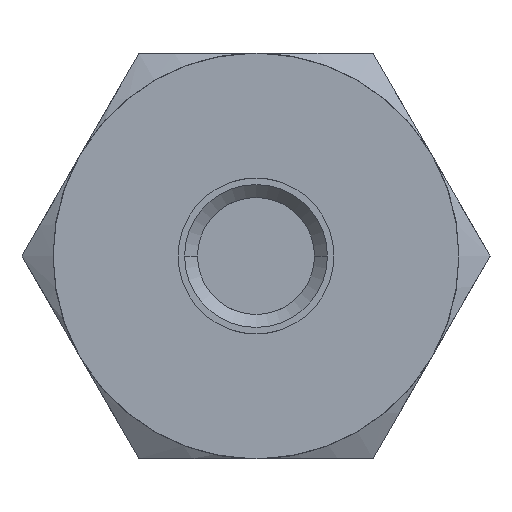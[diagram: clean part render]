
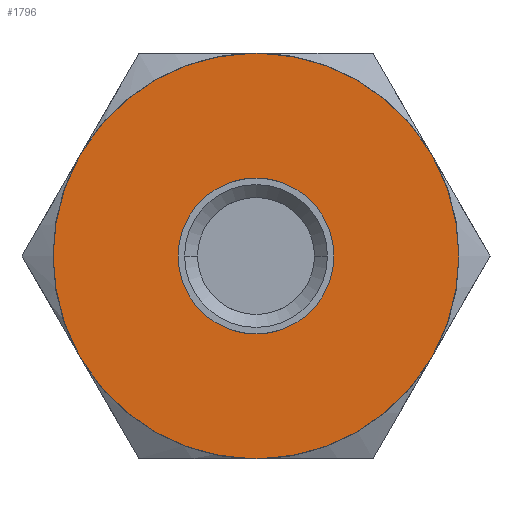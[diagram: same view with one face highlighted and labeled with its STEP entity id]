
A CAD part, left-side view. The second image highlights one B-rep face of the part: STEP entity #1796.
In plain terms, the highlighted planar face has unit normal (-1, 0, 0).
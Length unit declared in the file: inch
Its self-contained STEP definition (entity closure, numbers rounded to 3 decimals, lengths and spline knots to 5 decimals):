
#16 = CIRCLE ( 'NONE', #4286, 0.06 ) ;
#150 = VERTEX_POINT ( 'NONE', #2274 ) ;
#176 = DIRECTION ( 'NONE',  ( 0., -0.866, -0.5 ) ) ;
#185 = CIRCLE ( 'NONE', #694, 0.15619 ) ;
#498 = PLANE ( 'NONE',  #3861 ) ;
#603 = ORIENTED_EDGE ( 'NONE', *, *, #1775, .F. ) ;
#634 = VERTEX_POINT ( 'NONE', #1546 ) ;
#694 = AXIS2_PLACEMENT_3D ( 'NONE', #3370, #1368, #3707 ) ;
#728 = EDGE_CURVE ( 'NONE', #1030, #150, #16, .T. ) ;
#746 = EDGE_LOOP ( 'NONE', ( #3830, #2136 ) ) ;
#937 = DIRECTION ( 'NONE',  ( -1., 0., 0. ) ) ;
#1017 = DIRECTION ( 'NONE',  ( 1., 0., 0. ) ) ;
#1030 = VERTEX_POINT ( 'NONE', #3712 ) ;
#1074 = CIRCLE ( 'NONE', #2267, 0.06 ) ;
#1368 = DIRECTION ( 'NONE',  ( 1., 0., 0. ) ) ;
#1459 = CARTESIAN_POINT ( 'NONE',  ( -0.066, 0., 0. ) ) ;
#1546 = CARTESIAN_POINT ( 'NONE',  ( -0.066, 0., -0.15619 ) ) ;
#1775 = EDGE_CURVE ( 'NONE', #150, #1030, #1074, .T. ) ;
#1796 = ADVANCED_FACE ( 'NONE', ( #2825, #3629 ), #498, .F. ) ;
#1797 = DIRECTION ( 'NONE',  ( 0., 0., 1. ) ) ;
#1862 = VERTEX_POINT ( 'NONE', #4240 ) ;
#2136 = ORIENTED_EDGE ( 'NONE', *, *, #2144, .F. ) ;
#2144 = EDGE_CURVE ( 'NONE', #1862, #634, #3133, .T. ) ;
#2154 = DIRECTION ( 'NONE',  ( 1., 0., 0. ) ) ;
#2164 = EDGE_CURVE ( 'NONE', #634, #1862, #185, .T. ) ;
#2267 = AXIS2_PLACEMENT_3D ( 'NONE', #1459, #3826, #1797 ) ;
#2274 = CARTESIAN_POINT ( 'NONE',  ( -0.066, 0.06, 0. ) ) ;
#2645 = ORIENTED_EDGE ( 'NONE', *, *, #728, .F. ) ;
#2825 = FACE_OUTER_BOUND ( 'NONE', #746, .T. ) ;
#2928 = CARTESIAN_POINT ( 'NONE',  ( -0.066, 0., 0. ) ) ;
#2995 = CARTESIAN_POINT ( 'NONE',  ( -0.066, 0., 0. ) ) ;
#3133 = CIRCLE ( 'NONE', #3218, 0.15619 ) ;
#3218 = AXIS2_PLACEMENT_3D ( 'NONE', #2995, #1017, #3337 ) ;
#3263 = DIRECTION ( 'NONE',  ( 0., 0., 1. ) ) ;
#3337 = DIRECTION ( 'NONE',  ( 0., 0., -1. ) ) ;
#3370 = CARTESIAN_POINT ( 'NONE',  ( -0.066, 0., 0. ) ) ;
#3629 = FACE_BOUND ( 'NONE', #4328, .T. ) ;
#3707 = DIRECTION ( 'NONE',  ( 0., 0., -1. ) ) ;
#3712 = CARTESIAN_POINT ( 'NONE',  ( -0.066, -0.06, 0. ) ) ;
#3826 = DIRECTION ( 'NONE',  ( -1., 0., 0. ) ) ;
#3830 = ORIENTED_EDGE ( 'NONE', *, *, #2164, .F. ) ;
#3861 = AXIS2_PLACEMENT_3D ( 'NONE', #4180, #2154, #176 ) ;
#4180 = CARTESIAN_POINT ( 'NONE',  ( -0.066, -0.07794, -0.045 ) ) ;
#4240 = CARTESIAN_POINT ( 'NONE',  ( -0.066, 0., 0.15619 ) ) ;
#4286 = AXIS2_PLACEMENT_3D ( 'NONE', #2928, #937, #3263 ) ;
#4328 = EDGE_LOOP ( 'NONE', ( #2645, #603 ) ) ;
